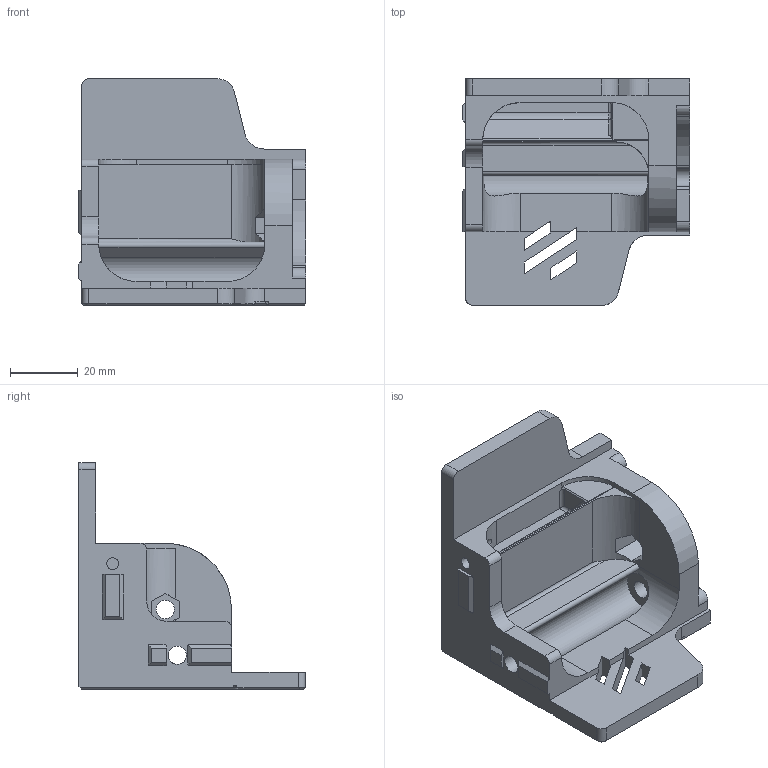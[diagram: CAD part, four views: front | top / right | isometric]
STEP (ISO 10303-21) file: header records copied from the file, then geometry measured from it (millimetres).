
FILE_DESCRIPTION(/* description */ (''),/* implementation_level */ '2;1');
FILE_NAME(/* name */ 'Foot_A.step',/* time_stamp */ '2024-07-13T15:28:44+02:00',/* author */ (''),/* organization */ (''),/* preprocessor_version */ 'ST-DEVELOPER v20',/* originating_system */ 'Autodesk Translation Framework v13.14.0.145',/* authorisation */ '');
FILE_SCHEMA (('AUTOMOTIVE_DESIGN { 1 0 10303 214 3 1 1 }'));
Length unit declared in the file: millimetre
Products named in the file (1): (Nicht gespeichert)
Bounding box: 67 x 66.7 x 66.7 mm (x, y, z)
Volume: 73895.5 mm3; surface area: 26977.1 mm2
Topology: 1 solids, 3 shells, 241 faces, 650 edges, 415 vertices
Faces by surface type: plane 142, cylinder 70, bspline 13, cone 11, torus 5
Full cylindrical faces by diameter (mm): 2.8 x3, 3.5 x1, 5.4 x3, 5.5 x1, 11 x1
Entity records: 8882 total; most frequent: CARTESIAN_POINT 2764, ORIENTED_EDGE 1294, DIRECTION 1245, EDGE_CURVE 647, LINE 419, VECTOR 419, VERTEX_POINT 415, AXIS2_PLACEMENT_3D 413
